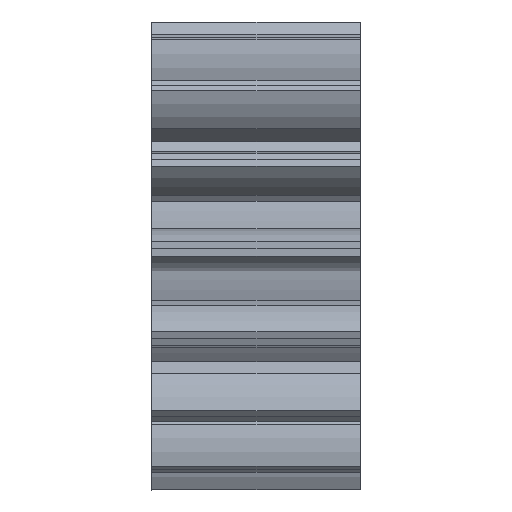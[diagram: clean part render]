
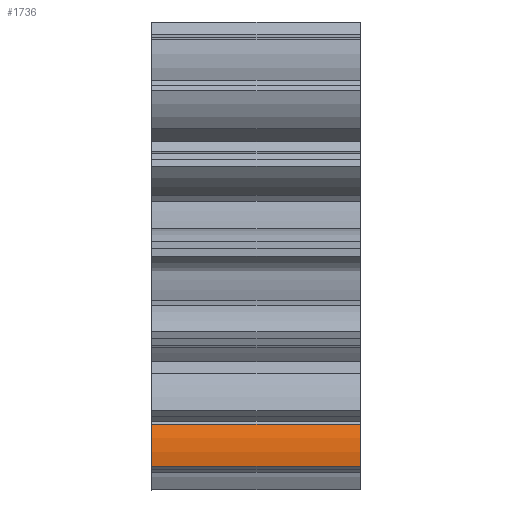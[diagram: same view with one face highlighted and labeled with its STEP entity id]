
A CAD part, left-side view. The second image highlights one B-rep face of the part: STEP entity #1736.
In plain terms, the highlighted cylindrical face has radius 1.565 mm (diameter 3.129 mm), a partial arc.
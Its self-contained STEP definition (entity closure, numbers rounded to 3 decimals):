
#25 = CARTESIAN_POINT ( 'NONE',  ( -25.355, 27., -2.35 ) ) ;
#84 = AXIS2_PLACEMENT_3D ( 'NONE', #1446, #3252, #2643 ) ;
#87 = EDGE_CURVE ( 'NONE', #203, #868, #1976, .T. ) ;
#116 = CIRCLE ( 'NONE', #2651, 1.565 ) ;
#135 = CARTESIAN_POINT ( 'NONE',  ( -23.812, 25., -2.089 ) ) ;
#203 = VERTEX_POINT ( 'NONE', #3888 ) ;
#557 = CARTESIAN_POINT ( 'NONE',  ( -25.28, 27., -1.547 ) ) ;
#661 = EDGE_LOOP ( 'NONE', ( #2576, #1456, #3745, #2084 ) ) ;
#793 = CARTESIAN_POINT ( 'NONE',  ( -25.28, 23., -1.547 ) ) ;
#802 = DIRECTION ( 'NONE',  ( 0., 1., 0. ) ) ;
#868 = VERTEX_POINT ( 'NONE', #25 ) ;
#878 = VECTOR ( 'NONE', #2668, 1000. ) ;
#1083 = EDGE_CURVE ( 'NONE', #1261, #868, #3124, .T. ) ;
#1097 = CARTESIAN_POINT ( 'NONE',  ( -25.355, 25., -2.35 ) ) ;
#1251 = FACE_OUTER_BOUND ( 'NONE', #661, .T. ) ;
#1261 = VERTEX_POINT ( 'NONE', #557 ) ;
#1288 = EDGE_CURVE ( 'NONE', #3105, #203, #116, .T. ) ;
#1368 = EDGE_CURVE ( 'NONE', #3105, #1261, #2116, .T. ) ;
#1446 = CARTESIAN_POINT ( 'NONE',  ( -23.812, 27., -2.089 ) ) ;
#1456 = ORIENTED_EDGE ( 'NONE', *, *, #87, .F. ) ;
#1611 = DIRECTION ( 'NONE',  ( 0., -1., 0. ) ) ;
#1736 = ADVANCED_FACE ( 'NONE', ( #1251 ), #3127, .T. ) ;
#1773 = DIRECTION ( 'NONE',  ( 0.324, 0., -0.946 ) ) ;
#1976 = LINE ( 'NONE', #1097, #3680 ) ;
#2084 = ORIENTED_EDGE ( 'NONE', *, *, #1368, .T. ) ;
#2116 = LINE ( 'NONE', #3314, #878 ) ;
#2152 = DIRECTION ( 'NONE',  ( 0., -1., 0. ) ) ;
#2367 = CARTESIAN_POINT ( 'NONE',  ( -23.812, 23., -2.089 ) ) ;
#2576 = ORIENTED_EDGE ( 'NONE', *, *, #1083, .T. ) ;
#2643 = DIRECTION ( 'NONE',  ( 0.324, 0., -0.946 ) ) ;
#2651 = AXIS2_PLACEMENT_3D ( 'NONE', #2367, #2152, #1773 ) ;
#2668 = DIRECTION ( 'NONE',  ( 0., 1., 0. ) ) ;
#3105 = VERTEX_POINT ( 'NONE', #793 ) ;
#3124 = CIRCLE ( 'NONE', #84, 1.565 ) ;
#3127 = CYLINDRICAL_SURFACE ( 'NONE', #3331, 1.565 ) ;
#3252 = DIRECTION ( 'NONE',  ( 0., -1., 0. ) ) ;
#3314 = CARTESIAN_POINT ( 'NONE',  ( -25.28, 25., -1.547 ) ) ;
#3331 = AXIS2_PLACEMENT_3D ( 'NONE', #135, #1611, #3463 ) ;
#3463 = DIRECTION ( 'NONE',  ( 0.995, 0., -0.098 ) ) ;
#3680 = VECTOR ( 'NONE', #802, 1000. ) ;
#3745 = ORIENTED_EDGE ( 'NONE', *, *, #1288, .F. ) ;
#3888 = CARTESIAN_POINT ( 'NONE',  ( -25.355, 23., -2.35 ) ) ;
